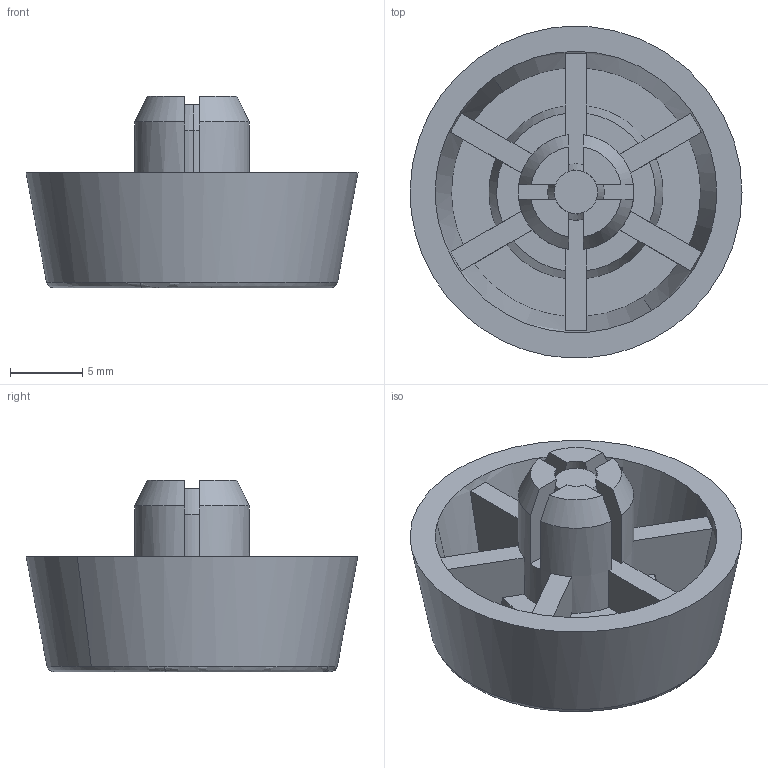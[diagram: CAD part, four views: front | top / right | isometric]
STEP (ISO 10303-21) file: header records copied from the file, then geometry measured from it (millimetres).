
FILE_DESCRIPTION((''),'2;1');
FILE_NAME('','2005-12-14T14:52:24',(''),(''),'','CADfix','');
FILE_SCHEMA(('AUTOMOTIVE_DESIGN'));
Length unit declared in the file: millimetre
Products named in the file (3): pin; foot; TM_127_10_14842_36
Assembly tree (2 placements, depth 2):
  TM_127_10_14842_36
    pin
    foot
Bounding box: 23 x 22.98 x 13.3 mm (x, y, z)
Volume: 2063.1 mm3; surface area: 2504.7 mm2
Topology: 2 solids, 2 shells, 87 faces, 269 edges, 189 vertices
Faces by surface type: bspline 87
Entity records: 3103 total; most frequent: CARTESIAN_POINT 1569, ORIENTED_EDGE 538, EDGE_CURVE 269, VERTEX_POINT 189, QUASI_UNIFORM_CURVE 122, EDGE_LOOP 92, FACE_OUTER_BOUND 87, ADVANCED_FACE 87
